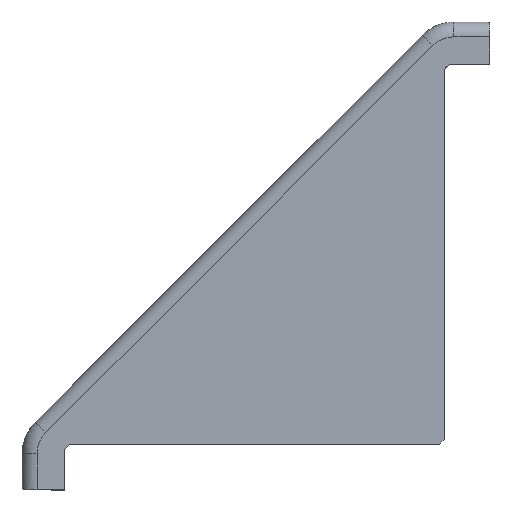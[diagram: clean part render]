
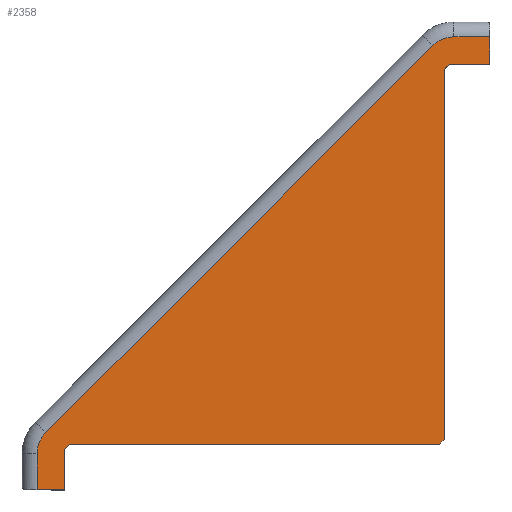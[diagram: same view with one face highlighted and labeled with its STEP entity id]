
A CAD part, top view. The second image highlights one B-rep face of the part: STEP entity #2358.
In plain terms, the highlighted face is planar.
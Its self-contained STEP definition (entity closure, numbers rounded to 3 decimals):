
#1259=CIRCLE('',#2271,6.);
#1260=CIRCLE('',#2272,6.);
#1417=ORIENTED_EDGE('',*,*,#1859,.F.);
#1418=ORIENTED_EDGE('',*,*,#1860,.F.);
#1419=ORIENTED_EDGE('',*,*,#1861,.F.);
#1420=ORIENTED_EDGE('',*,*,#1862,.F.);
#1421=ORIENTED_EDGE('',*,*,#1863,.F.);
#1422=ORIENTED_EDGE('',*,*,#1864,.F.);
#1423=ORIENTED_EDGE('',*,*,#1856,.F.);
#1424=ORIENTED_EDGE('',*,*,#1865,.T.);
#1425=ORIENTED_EDGE('',*,*,#1866,.F.);
#1426=ORIENTED_EDGE('',*,*,#1867,.F.);
#1427=ORIENTED_EDGE('',*,*,#1868,.F.);
#1428=ORIENTED_EDGE('',*,*,#1869,.F.);
#1429=ORIENTED_EDGE('',*,*,#1870,.F.);
#1430=ORIENTED_EDGE('',*,*,#1871,.F.);
#1576=VECTOR('',#2142,1.);
#1579=VECTOR('',#2147,1.);
#1580=VECTOR('',#2148,1.);
#1581=VECTOR('',#2149,1.);
#1582=VECTOR('',#2150,1.);
#1583=VECTOR('',#2151,1.);
#1584=VECTOR('',#2152,1.);
#1585=VECTOR('',#2153,1.);
#1586=VECTOR('',#2154,1.);
#1587=VECTOR('',#2155,1.);
#1588=VECTOR('',#2158,1.);
#1589=VECTOR('',#2161,1.);
#1668=LINE('',#2560,#1576);
#1671=LINE('',#2566,#1579);
#1672=LINE('',#2568,#1580);
#1673=LINE('',#2570,#1581);
#1674=LINE('',#2572,#1582);
#1675=LINE('',#2574,#1583);
#1676=LINE('',#2575,#1584);
#1677=LINE('',#2577,#1585);
#1678=LINE('',#2579,#1586);
#1679=LINE('',#2581,#1587);
#1680=LINE('',#2585,#1588);
#1681=LINE('',#2588,#1589);
#1753=VERTEX_POINT('',#2558);
#1754=VERTEX_POINT('',#2559);
#1755=VERTEX_POINT('',#2564);
#1756=VERTEX_POINT('',#2565);
#1757=VERTEX_POINT('',#2567);
#1758=VERTEX_POINT('',#2569);
#1759=VERTEX_POINT('',#2571);
#1760=VERTEX_POINT('',#2573);
#1761=VERTEX_POINT('',#2576);
#1762=VERTEX_POINT('',#2578);
#1763=VERTEX_POINT('',#2580);
#1764=VERTEX_POINT('',#2582);
#1765=VERTEX_POINT('',#2584);
#1766=VERTEX_POINT('',#2586);
#1856=EDGE_CURVE('',#1753,#1754,#1668,.T.);
#1859=EDGE_CURVE('',#1755,#1756,#1671,.T.);
#1860=EDGE_CURVE('',#1757,#1755,#1672,.T.);
#1861=EDGE_CURVE('',#1758,#1757,#1673,.T.);
#1862=EDGE_CURVE('',#1759,#1758,#1674,.T.);
#1863=EDGE_CURVE('',#1760,#1759,#1675,.T.);
#1864=EDGE_CURVE('',#1754,#1760,#1676,.T.);
#1865=EDGE_CURVE('',#1753,#1761,#1677,.T.);
#1866=EDGE_CURVE('',#1762,#1761,#1678,.T.);
#1867=EDGE_CURVE('',#1763,#1762,#1679,.T.);
#1868=EDGE_CURVE('',#1764,#1763,#1259,.T.);
#1869=EDGE_CURVE('',#1765,#1764,#1680,.T.);
#1870=EDGE_CURVE('',#1766,#1765,#1260,.T.);
#1871=EDGE_CURVE('',#1756,#1766,#1681,.T.);
#1914=EDGE_LOOP('',(#1417,#1418,#1419,#1420,#1421,#1422,#1423,#1424,#1425,
#1426,#1427,#1428,#1429,#1430));
#1960=FACE_BOUND('',#1914,.T.);
#2142=DIRECTION('',(-1.414,0.,0.));
#2145=DIRECTION('',(0.,0.,-1.));
#2146=DIRECTION('',(0.,1.,0.));
#2147=DIRECTION('',(-3.879,-3.879,0.));
#2148=DIRECTION('',(-5.75,5.75,0.));
#2149=DIRECTION('',(-1.439,0.,0.));
#2150=DIRECTION('',(-52.654,-52.679,0.));
#2151=DIRECTION('',(-1.414,0.,0.));
#2152=DIRECTION('',(-52.679,52.679,0.));
#2153=DIRECTION('',(5.749,5.749,0.));
#2154=DIRECTION('',(-3.878,3.878,0.));
#2155=DIRECTION('',(5.114,5.114,0.));
#2156=DIRECTION('',(0.,0.,1.));
#2157=DIRECTION('',(0.,-6.,0.));
#2158=DIRECTION('',(110.144,0.,0.));
#2159=DIRECTION('',(0.,0.,1.));
#2160=DIRECTION('',(-4.243,-4.243,0.));
#2161=DIRECTION('',(5.114,-5.114,0.));
#2270=AXIS2_PLACEMENT_3D('',#2563,#2145,#2146);
#2271=AXIS2_PLACEMENT_3D('',#2583,#2156,#2157);
#2272=AXIS2_PLACEMENT_3D('',#2587,#2159,#2160);
#2318=PLANE('',#2270);
#2358=ADVANCED_FACE('',(#1960),#2318,.T.);
#2558=CARTESIAN_POINT('',(54.802,0.,0.));
#2559=CARTESIAN_POINT('',(53.387,0.,0.));
#2560=CARTESIAN_POINT('',(54.802,0.,0.));
#2563=CARTESIAN_POINT('',(0.,0.,0.));
#2564=CARTESIAN_POINT('',(-60.55,5.75,0.));
#2565=CARTESIAN_POINT('',(-64.429,1.871,0.));
#2566=CARTESIAN_POINT('',(-60.55,5.75,0.));
#2567=CARTESIAN_POINT('',(-54.8,0.,0.));
#2568=CARTESIAN_POINT('',(-54.8,0.,0.));
#2569=CARTESIAN_POINT('',(-53.361,0.,0.));
#2570=CARTESIAN_POINT('',(-53.361,0.,0.));
#2571=CARTESIAN_POINT('',(-0.706,52.679,0.));
#2572=CARTESIAN_POINT('',(-0.706,52.679,0.));
#2573=CARTESIAN_POINT('',(0.708,52.679,0.));
#2574=CARTESIAN_POINT('',(0.708,52.679,0.));
#2575=CARTESIAN_POINT('',(53.387,0.,0.));
#2576=CARTESIAN_POINT('',(60.551,5.749,0.));
#2577=CARTESIAN_POINT('',(54.802,0.,0.));
#2578=CARTESIAN_POINT('',(64.429,1.871,0.));
#2579=CARTESIAN_POINT('',(64.429,1.871,0.));
#2580=CARTESIAN_POINT('',(59.315,-3.243,0.));
#2581=CARTESIAN_POINT('',(59.315,-3.243,0.));
#2582=CARTESIAN_POINT('',(55.072,-5.,0.));
#2583=CARTESIAN_POINT('',(55.072,1.,0.));
#2584=CARTESIAN_POINT('',(-55.072,-5.,0.));
#2585=CARTESIAN_POINT('',(-55.072,-5.,0.));
#2586=CARTESIAN_POINT('',(-59.315,-3.243,0.));
#2587=CARTESIAN_POINT('',(-55.072,1.,0.));
#2588=CARTESIAN_POINT('',(-64.429,1.871,0.));
